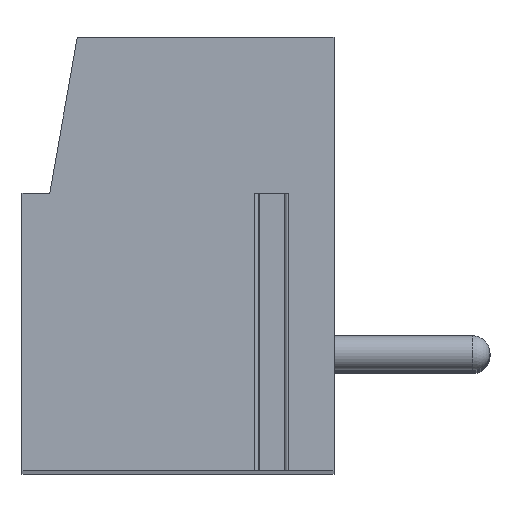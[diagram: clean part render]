
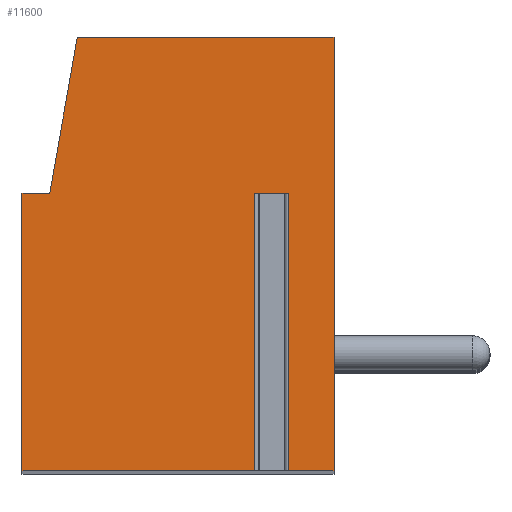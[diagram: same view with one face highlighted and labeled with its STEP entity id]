
A CAD part, top view. The second image highlights one B-rep face of the part: STEP entity #11600.
In plain terms, the highlighted planar face has unit normal (0, 0, 1).
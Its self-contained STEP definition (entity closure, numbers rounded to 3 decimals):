
#13=DIRECTION('',(-1.,0.,0.));
#14=VECTOR('',#13,0.958);
#15=CARTESIAN_POINT('',(3.179,1.75,57.5));
#16=LINE('',#15,#14);
#17=DIRECTION('',(0.,-1.,0.));
#18=VECTOR('',#17,8.);
#19=CARTESIAN_POINT('',(2.221,1.75,57.5));
#20=LINE('',#19,#18);
#21=DIRECTION('',(1.,0.,0.));
#22=VECTOR('',#21,6.721);
#23=CARTESIAN_POINT('',(-4.5,-6.25,57.5));
#24=LINE('',#23,#22);
#25=DIRECTION('',(0.,-1.,0.));
#26=VECTOR('',#25,8.);
#27=CARTESIAN_POINT('',(-4.5,1.75,57.5));
#28=LINE('',#27,#26);
#29=DIRECTION('',(-1.,0.,0.));
#30=VECTOR('',#29,0.8);
#31=CARTESIAN_POINT('',(-3.7,1.75,57.5));
#32=LINE('',#31,#30);
#33=DIRECTION('',(-0.174,-0.985,0.));
#34=VECTOR('',#33,4.569);
#35=CARTESIAN_POINT('',(-2.907,6.25,57.5));
#36=LINE('',#35,#34);
#37=DIRECTION('',(-1.,0.,0.));
#38=VECTOR('',#37,7.407);
#39=CARTESIAN_POINT('',(4.5,6.25,57.5));
#40=LINE('',#39,#38);
#41=DIRECTION('',(0.,1.,0.));
#42=VECTOR('',#41,12.5);
#43=CARTESIAN_POINT('',(4.5,-6.25,57.5));
#44=LINE('',#43,#42);
#45=DIRECTION('',(1.,0.,0.));
#46=VECTOR('',#45,1.321);
#47=CARTESIAN_POINT('',(3.179,-6.25,57.5));
#48=LINE('',#47,#46);
#49=DIRECTION('',(0.,-1.,0.));
#50=VECTOR('',#49,8.);
#51=CARTESIAN_POINT('',(3.179,1.75,57.5));
#52=LINE('',#51,#50);
#9173=CARTESIAN_POINT('',(-2.907,6.25,57.5));
#9174=CARTESIAN_POINT('',(-3.7,1.75,57.5));
#9175=VERTEX_POINT('',#9173);
#9176=VERTEX_POINT('',#9174);
#9177=CARTESIAN_POINT('',(-4.5,1.75,57.5));
#9178=VERTEX_POINT('',#9177);
#9179=CARTESIAN_POINT('',(-4.5,-6.25,57.5));
#9180=VERTEX_POINT('',#9179);
#9181=CARTESIAN_POINT('',(4.5,-6.25,57.5));
#9182=CARTESIAN_POINT('',(4.5,6.25,57.5));
#9183=VERTEX_POINT('',#9181);
#9184=VERTEX_POINT('',#9182);
#9241=CARTESIAN_POINT('',(3.179,1.75,57.5));
#9242=CARTESIAN_POINT('',(2.221,1.75,57.5));
#9243=VERTEX_POINT('',#9241);
#9244=VERTEX_POINT('',#9242);
#9245=CARTESIAN_POINT('',(3.179,-6.25,57.5));
#9246=VERTEX_POINT('',#9245);
#9247=CARTESIAN_POINT('',(2.221,-6.25,57.5));
#9248=VERTEX_POINT('',#9247);
#11573=CARTESIAN_POINT('',(0.,0.,57.5));
#11574=DIRECTION('',(0.,0.,1.));
#11575=DIRECTION('',(1.,0.,0.));
#11576=AXIS2_PLACEMENT_3D('',#11573,#11574,#11575);
#11577=PLANE('',#11576);
#11579=ORIENTED_EDGE('',*,*,#11578,.T.);
#11581=ORIENTED_EDGE('',*,*,#11580,.T.);
#11583=ORIENTED_EDGE('',*,*,#11582,.F.);
#11585=ORIENTED_EDGE('',*,*,#11584,.F.);
#11587=ORIENTED_EDGE('',*,*,#11586,.F.);
#11589=ORIENTED_EDGE('',*,*,#11588,.F.);
#11591=ORIENTED_EDGE('',*,*,#11590,.F.);
#11593=ORIENTED_EDGE('',*,*,#11592,.F.);
#11595=ORIENTED_EDGE('',*,*,#11594,.F.);
#11597=ORIENTED_EDGE('',*,*,#11596,.F.);
#11598=EDGE_LOOP('',(#11579,#11581,#11583,#11585,#11587,#11589,#11591,#11593,
#11595,#11597));
#11599=FACE_OUTER_BOUND('',#11598,.F.);
#11578=EDGE_CURVE('',#9243,#9244,#16,.T.);
#11580=EDGE_CURVE('',#9244,#9248,#20,.T.);
#11582=EDGE_CURVE('',#9180,#9248,#24,.T.);
#11584=EDGE_CURVE('',#9178,#9180,#28,.T.);
#11586=EDGE_CURVE('',#9176,#9178,#32,.T.);
#11588=EDGE_CURVE('',#9175,#9176,#36,.T.);
#11590=EDGE_CURVE('',#9184,#9175,#40,.T.);
#11592=EDGE_CURVE('',#9183,#9184,#44,.T.);
#11594=EDGE_CURVE('',#9246,#9183,#48,.T.);
#11596=EDGE_CURVE('',#9243,#9246,#52,.T.);
#11600=ADVANCED_FACE('',(#11599),#11577,.T.);
